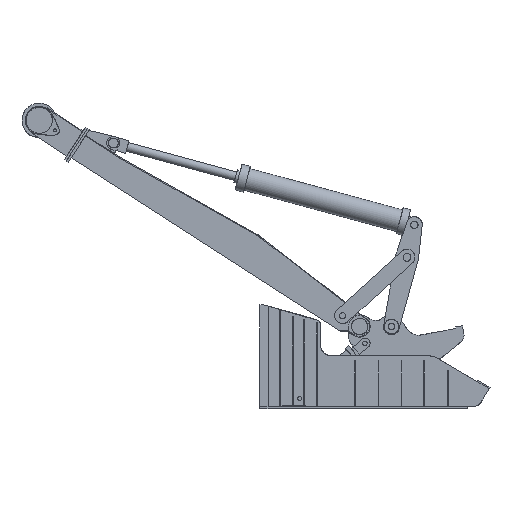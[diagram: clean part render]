
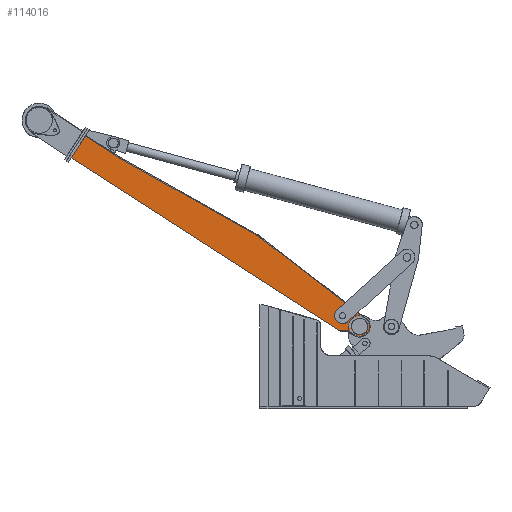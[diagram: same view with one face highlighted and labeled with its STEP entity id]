
A CAD part, front view. The second image highlights one B-rep face of the part: STEP entity #114016.
In plain terms, the highlighted free-form (B-spline) face has degree [1, 1] with [2, 2] control points.
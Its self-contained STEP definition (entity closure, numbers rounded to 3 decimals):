
#114016 = ADVANCED_FACE('',(#114017),#114148,.T.);
#114017 = FACE_BOUND('',#114018,.T.);
#114018 = EDGE_LOOP('',(#114019,#114028,#114035,#114042,#114051,#114060,
    #114069,#114078,#114087,#114096,#114105,#114114,#114123,#114132,
    #114141));
#114019 = ORIENTED_EDGE('',*,*,#114020,.T.);
#114020 = EDGE_CURVE('',#114021,#114023,#114025,.T.);
#114021 = VERTEX_POINT('',#114022);
#114022 = CARTESIAN_POINT('',(28.052,-193.232,
    13.742));
#114023 = VERTEX_POINT('',#114024);
#114024 = CARTESIAN_POINT('',(10.626,-193.232,
    24.983));
#114025 = B_SPLINE_CURVE_WITH_KNOTS('',1,(#114026,#114027),
  .UNSPECIFIED.,.F.,.F.,(2,2),(0.,0.242),
  .PIECEWISE_BEZIER_KNOTS.);
#114026 = CARTESIAN_POINT('',(28.052,-193.232,
    13.742));
#114027 = CARTESIAN_POINT('',(10.626,-193.232,
    24.983));
#114028 = ORIENTED_EDGE('',*,*,#114029,.T.);
#114029 = EDGE_CURVE('',#114023,#114030,#114032,.T.);
#114030 = VERTEX_POINT('',#114031);
#114031 = CARTESIAN_POINT('',(2.951,-193.232,
    13.137));
#114032 = B_SPLINE_CURVE_WITH_KNOTS('',1,(#114033,#114034),
  .UNSPECIFIED.,.F.,.F.,(2,2),(0.,0.165),
  .PIECEWISE_BEZIER_KNOTS.);
#114033 = CARTESIAN_POINT('',(10.626,-193.232,
    24.983));
#114034 = CARTESIAN_POINT('',(2.951,-193.232,
    13.137));
#114035 = ORIENTED_EDGE('',*,*,#114036,.T.);
#114036 = EDGE_CURVE('',#114030,#114037,#114039,.T.);
#114037 = VERTEX_POINT('',#114038);
#114038 = CARTESIAN_POINT('',(144.034,-193.232,
    -77.673));
#114039 = B_SPLINE_CURVE_WITH_KNOTS('',1,(#114040,#114041),
  .UNSPECIFIED.,.F.,.F.,(2,2),(0.,1.956),
  .PIECEWISE_BEZIER_KNOTS.);
#114040 = CARTESIAN_POINT('',(2.951,-193.232,
    13.137));
#114041 = CARTESIAN_POINT('',(144.034,-193.232,
    -77.673));
#114042 = ORIENTED_EDGE('',*,*,#114043,.T.);
#114043 = EDGE_CURVE('',#114037,#114044,#114046,.T.);
#114044 = VERTEX_POINT('',#114045);
#114045 = CARTESIAN_POINT('',(145.279,-193.232,
    -77.482));
#114046 = B_SPLINE_CURVE_WITH_KNOTS('',3,(#114047,#114048,#114049,
    #114050),.UNSPECIFIED.,.F.,.F.,(4,4),(0.,0.015),
  .PIECEWISE_BEZIER_KNOTS.);
#114047 = CARTESIAN_POINT('',(144.034,-193.232,
    -77.673));
#114048 = CARTESIAN_POINT('',(144.449,-193.232,
    -77.609));
#114049 = CARTESIAN_POINT('',(144.859,-193.232,
    -77.519));
#114050 = CARTESIAN_POINT('',(145.279,-193.232,
    -77.482));
#114051 = ORIENTED_EDGE('',*,*,#114052,.T.);
#114052 = EDGE_CURVE('',#114044,#114053,#114055,.T.);
#114053 = VERTEX_POINT('',#114054);
#114054 = CARTESIAN_POINT('',(147.628,-193.232,
    -77.836));
#114055 = B_SPLINE_CURVE_WITH_KNOTS('',3,(#114056,#114057,#114058,
    #114059),.UNSPECIFIED.,.F.,.F.,(4,4),(0.015,
    0.042),.PIECEWISE_BEZIER_KNOTS.);
#114056 = CARTESIAN_POINT('',(145.279,-193.232,
    -77.482));
#114057 = CARTESIAN_POINT('',(146.071,-193.232,
    -77.411));
#114058 = CARTESIAN_POINT('',(146.9,-193.232,
    -77.525));
#114059 = CARTESIAN_POINT('',(147.628,-193.232,
    -77.836));
#114060 = ORIENTED_EDGE('',*,*,#114061,.T.);
#114061 = EDGE_CURVE('',#114053,#114062,#114064,.T.);
#114062 = VERTEX_POINT('',#114063);
#114063 = CARTESIAN_POINT('',(149.298,-193.232,
    -78.827));
#114064 = B_SPLINE_CURVE_WITH_KNOTS('',3,(#114065,#114066,#114067,
    #114068),.UNSPECIFIED.,.F.,.F.,(4,4),(0.042,
    0.065),.PIECEWISE_BEZIER_KNOTS.);
#114065 = CARTESIAN_POINT('',(147.628,-193.232,
    -77.836));
#114066 = CARTESIAN_POINT('',(148.223,-193.232,
    -78.091));
#114067 = CARTESIAN_POINT('',(148.751,-193.232,
    -78.477));
#114068 = CARTESIAN_POINT('',(149.298,-193.232,
    -78.827));
#114069 = ORIENTED_EDGE('',*,*,#114070,.T.);
#114070 = EDGE_CURVE('',#114062,#114071,#114073,.T.);
#114071 = VERTEX_POINT('',#114072);
#114072 = CARTESIAN_POINT('',(151.088,-193.232,
    -79.889));
#114073 = B_SPLINE_CURVE_WITH_KNOTS('',3,(#114074,#114075,#114076,
    #114077),.UNSPECIFIED.,.F.,.F.,(4,4),(0.065,
    0.089),.PIECEWISE_BEZIER_KNOTS.);
#114074 = CARTESIAN_POINT('',(149.298,-193.232,
    -78.827));
#114075 = CARTESIAN_POINT('',(149.884,-193.232,
    -79.202));
#114076 = CARTESIAN_POINT('',(150.491,-193.232,
    -79.535));
#114077 = CARTESIAN_POINT('',(151.088,-193.232,
    -79.889));
#114078 = ORIENTED_EDGE('',*,*,#114079,.T.);
#114079 = EDGE_CURVE('',#114071,#114080,#114082,.T.);
#114080 = VERTEX_POINT('',#114081);
#114081 = CARTESIAN_POINT('',(156.631,-193.232,
    -80.006));
#114082 = B_SPLINE_CURVE_WITH_KNOTS('',3,(#114083,#114084,#114085,
    #114086),.UNSPECIFIED.,.F.,.F.,(4,4),(-1.964,
    -1.295),.PIECEWISE_BEZIER_KNOTS.);
#114083 = CARTESIAN_POINT('',(151.088,-193.232,
    -79.889));
#114084 = CARTESIAN_POINT('',(152.569,-193.232,
    -80.79));
#114085 = CARTESIAN_POINT('',(154.906,-193.232,
    -80.958));
#114086 = CARTESIAN_POINT('',(156.631,-193.232,
    -80.006));
#114087 = ORIENTED_EDGE('',*,*,#114088,.T.);
#114088 = EDGE_CURVE('',#114080,#114089,#114091,.T.);
#114089 = VERTEX_POINT('',#114090);
#114090 = CARTESIAN_POINT('',(158.543,-193.232,
    -78.258));
#114091 = B_SPLINE_CURVE_WITH_KNOTS('',3,(#114092,#114093,#114094,
    #114095),.UNSPECIFIED.,.F.,.F.,(4,4),(-1.295,
    -0.982),.PIECEWISE_BEZIER_KNOTS.);
#114092 = CARTESIAN_POINT('',(156.631,-193.232,
    -80.006));
#114093 = CARTESIAN_POINT('',(157.437,-193.232,
    -79.561));
#114094 = CARTESIAN_POINT('',(158.09,-193.232,
    -78.929));
#114095 = CARTESIAN_POINT('',(158.543,-193.232,
    -78.258));
#114096 = ORIENTED_EDGE('',*,*,#114097,.T.);
#114097 = EDGE_CURVE('',#114089,#114098,#114100,.T.);
#114098 = VERTEX_POINT('',#114099);
#114099 = CARTESIAN_POINT('',(158.922,-193.232,
    -72.726));
#114100 = B_SPLINE_CURVE_WITH_KNOTS('',3,(#114101,#114102,#114103,
    #114104),.UNSPECIFIED.,.F.,.F.,(4,4),(-0.982,
    -0.313),.PIECEWISE_BEZIER_KNOTS.);
#114101 = CARTESIAN_POINT('',(158.543,-193.232,
    -78.258));
#114102 = CARTESIAN_POINT('',(159.513,-193.232,
    -76.82));
#114103 = CARTESIAN_POINT('',(159.791,-193.232,
    -74.494));
#114104 = CARTESIAN_POINT('',(158.922,-193.232,
    -72.726));
#114105 = ORIENTED_EDGE('',*,*,#114106,.T.);
#114106 = EDGE_CURVE('',#114098,#114107,#114109,.T.);
#114107 = VERTEX_POINT('',#114108);
#114108 = CARTESIAN_POINT('',(157.265,-193.232,
    -70.734));
#114109 = B_SPLINE_CURVE_WITH_KNOTS('',3,(#114110,#114111,#114112,
    #114113),.UNSPECIFIED.,.F.,.F.,(4,4),(-0.313,0.),
  .PIECEWISE_BEZIER_KNOTS.);
#114110 = CARTESIAN_POINT('',(158.922,-193.232,
    -72.726));
#114111 = CARTESIAN_POINT('',(158.515,-193.232,
    -71.9));
#114112 = CARTESIAN_POINT('',(157.914,-193.232,
    -71.218));
#114113 = CARTESIAN_POINT('',(157.265,-193.232,
    -70.734));
#114114 = ORIENTED_EDGE('',*,*,#114115,.T.);
#114115 = EDGE_CURVE('',#114107,#114116,#114118,.T.);
#114116 = VERTEX_POINT('',#114117);
#114117 = CARTESIAN_POINT('',(104.196,-193.232,
    -29.74));
#114118 = B_SPLINE_CURVE_WITH_KNOTS('',3,(#114119,#114120,#114121,
    #114122),.UNSPECIFIED.,.F.,.F.,(4,4),(0.,8.049),
  .PIECEWISE_BEZIER_KNOTS.);
#114119 = CARTESIAN_POINT('',(157.265,-193.232,
    -70.734));
#114120 = CARTESIAN_POINT('',(139.048,-193.232,
    -56.661));
#114121 = CARTESIAN_POINT('',(120.831,-193.232,
    -42.589));
#114122 = CARTESIAN_POINT('',(104.196,-193.232,
    -29.74));
#114123 = ORIENTED_EDGE('',*,*,#114124,.T.);
#114124 = EDGE_CURVE('',#114116,#114125,#114127,.T.);
#114125 = VERTEX_POINT('',#114126);
#114126 = CARTESIAN_POINT('',(98.989,-193.232,
    -26.202));
#114127 = B_SPLINE_CURVE_WITH_KNOTS('',3,(#114128,#114129,#114130,
    #114131),.UNSPECIFIED.,.F.,.F.,(4,4),(8.049,9.049)
  ,.PIECEWISE_BEZIER_KNOTS.);
#114128 = CARTESIAN_POINT('',(104.196,-193.232,
    -29.74));
#114129 = CARTESIAN_POINT('',(102.13,-193.232,
    -28.144));
#114130 = CARTESIAN_POINT('',(101.297,-193.232,
    -27.5));
#114131 = CARTESIAN_POINT('',(98.989,-193.232,
    -26.202));
#114132 = ORIENTED_EDGE('',*,*,#114133,.T.);
#114133 = EDGE_CURVE('',#114125,#114134,#114136,.T.);
#114134 = VERTEX_POINT('',#114135);
#114135 = CARTESIAN_POINT('',(30.689,-193.232,
    12.196));
#114136 = B_SPLINE_CURVE_WITH_KNOTS('',3,(#114137,#114138,#114139,
    #114140),.UNSPECIFIED.,.F.,.F.,(4,4),(9.049,18.704
    ),.PIECEWISE_BEZIER_KNOTS.);
#114137 = CARTESIAN_POINT('',(98.989,-193.232,
    -26.202));
#114138 = CARTESIAN_POINT('',(76.699,-193.232,
    -13.671));
#114139 = CARTESIAN_POINT('',(52.63,-193.232,
    -0.139));
#114140 = CARTESIAN_POINT('',(30.689,-193.232,
    12.196));
#114141 = ORIENTED_EDGE('',*,*,#114142,.T.);
#114142 = EDGE_CURVE('',#114134,#114021,#114143,.T.);
#114143 = B_SPLINE_CURVE_WITH_KNOTS('',3,(#114144,#114145,#114146,
    #114147),.UNSPECIFIED.,.F.,.F.,(4,4),(18.704,
    19.704),.PIECEWISE_BEZIER_KNOTS.);
#114144 = CARTESIAN_POINT('',(30.689,-193.232,
    12.196));
#114145 = CARTESIAN_POINT('',(28.417,-193.232,
    13.473));
#114146 = CARTESIAN_POINT('',(28.191,-193.232,
    13.652));
#114147 = CARTESIAN_POINT('',(28.052,-193.232,
    13.742));
#114148 = B_SPLINE_SURFACE_WITH_KNOTS('',1,1,(
    (#114149,#114150)
    ,(#114151,#114152
    )),.UNSPECIFIED.,.F.,.F.,.F.,(2,2),(2,2),(-1.195,
    0.042),(-1.846,-0.016),
  .PIECEWISE_BEZIER_KNOTS.);
#114149 = CARTESIAN_POINT('',(2.865,-193.232,
    25.069));
#114150 = CARTESIAN_POINT('',(159.877,-193.232,
    25.069));
#114151 = CARTESIAN_POINT('',(2.865,-193.232,
    -81.044));
#114152 = CARTESIAN_POINT('',(159.877,-193.232,
    -81.044));
